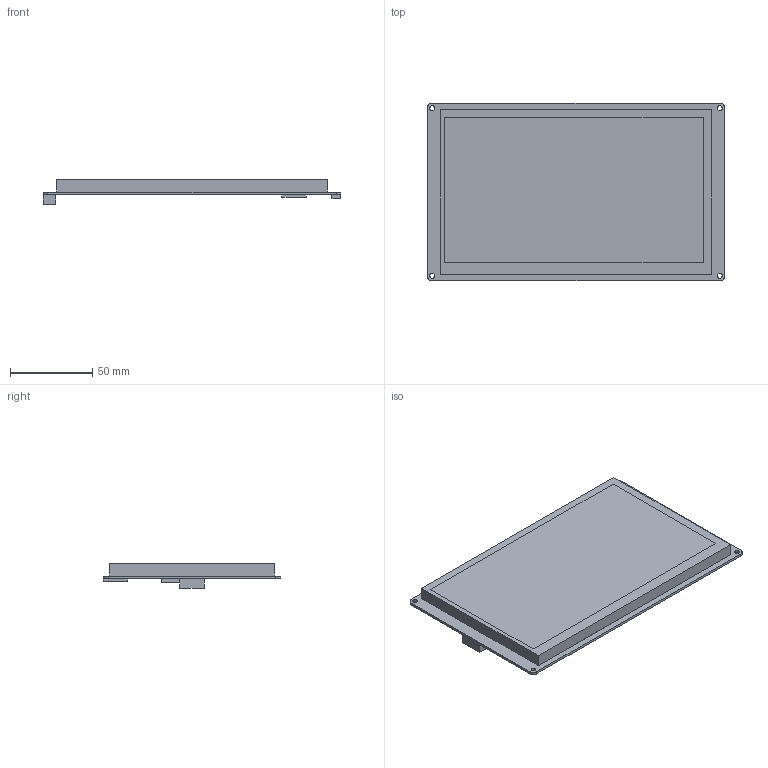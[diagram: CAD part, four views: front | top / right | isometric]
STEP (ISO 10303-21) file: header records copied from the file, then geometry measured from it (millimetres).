
FILE_DESCRIPTION (( 'STEP AP214' ), '1' );
FILE_NAME ('Nextion_LCD_7_inch.STEP', '2020-11-25T10:37:38', ( '' ), ( '' ), 'SwSTEP 2.0', 'SolidWorks 2019', '' );
FILE_SCHEMA (( 'AUTOMOTIVE_DESIGN' ));
Length unit declared in the file: millimetre
Products named in the file (2): Nextion_LCD_7_inch
Bounding box: 180.92 x 107.76 x 15.08 mm (x, y, z)
Surface area: 91717.2 mm2 (no closed solid volume)
Topology: 0 solids, 6 shells, 43 faces, 100 edges, 68 vertices
Faces by surface type: plane 35, cylinder 8
Full cylindrical faces by diameter (mm): 3 x4
Entity records: 1309 total; most frequent: CARTESIAN_POINT 209, DIRECTION 202, ORIENTED_EDGE 188, EDGE_CURVE 96, LINE 80, VECTOR 80, VERTEX_POINT 68, AXIS2_PLACEMENT_3D 61
